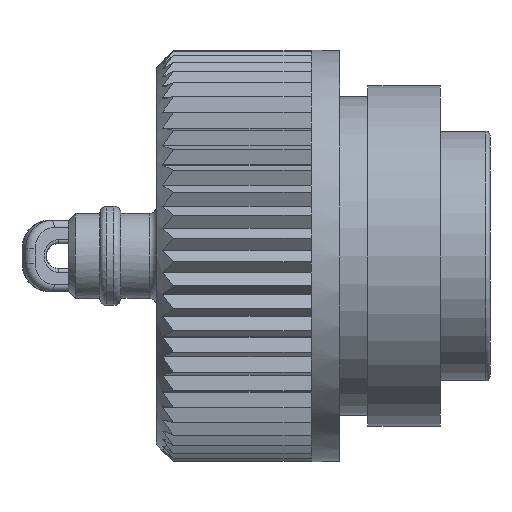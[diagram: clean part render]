
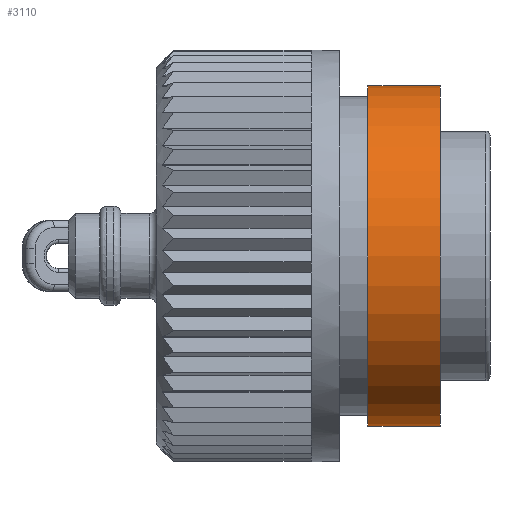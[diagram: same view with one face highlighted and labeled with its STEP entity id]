
A CAD part, front view. The second image highlights one B-rep face of the part: STEP entity #3110.
In plain terms, the highlighted cylindrical face has radius 12 mm (diameter 24 mm), a full revolution.
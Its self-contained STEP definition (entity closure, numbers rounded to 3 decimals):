
#3110=ADVANCED_FACE('',(#3772,#3773),#3575,.T.);
#3575=CYLINDRICAL_SURFACE('',#10266,12.);
#3772=FACE_BOUND('',#4036,.T.);
#3773=FACE_BOUND('',#4037,.T.);
#4036=EDGE_LOOP('',(#5407));
#4037=EDGE_LOOP('',(#5408));
#5407=ORIENTED_EDGE('',*,*,#8648,.F.);
#5408=ORIENTED_EDGE('',*,*,#8649,.T.);
#7627=VERTEX_POINT('',#15317);
#7628=VERTEX_POINT('',#15320);
#8648=EDGE_CURVE('',#7627,#7627,#9678,.T.);
#8649=EDGE_CURVE('',#7628,#7628,#9679,.T.);
#9678=CIRCLE('',#10262,12.);
#9679=CIRCLE('',#10264,12.);
#10262=AXIS2_PLACEMENT_3D('',#15316,#12025,#12026);
#10264=AXIS2_PLACEMENT_3D('',#15319,#12029,#12030);
#10266=AXIS2_PLACEMENT_3D('',#15322,#12033,#12034);
#12025=DIRECTION('',(1.,0.,0.));
#12026=DIRECTION('',(0.,0.,-1.));
#12029=DIRECTION('',(1.,0.,0.));
#12030=DIRECTION('',(0.,0.,-1.));
#12033=DIRECTION('',(1.,0.,0.));
#12034=DIRECTION('',(0.,0.,-1.));
#15316=CARTESIAN_POINT('',(20.,0.,0.));
#15317=CARTESIAN_POINT('',(20.,0.,-12.));
#15319=CARTESIAN_POINT('',(14.9,0.,0.));
#15320=CARTESIAN_POINT('',(14.9,0.,-12.));
#15322=CARTESIAN_POINT('',(14.9,0.,0.));
